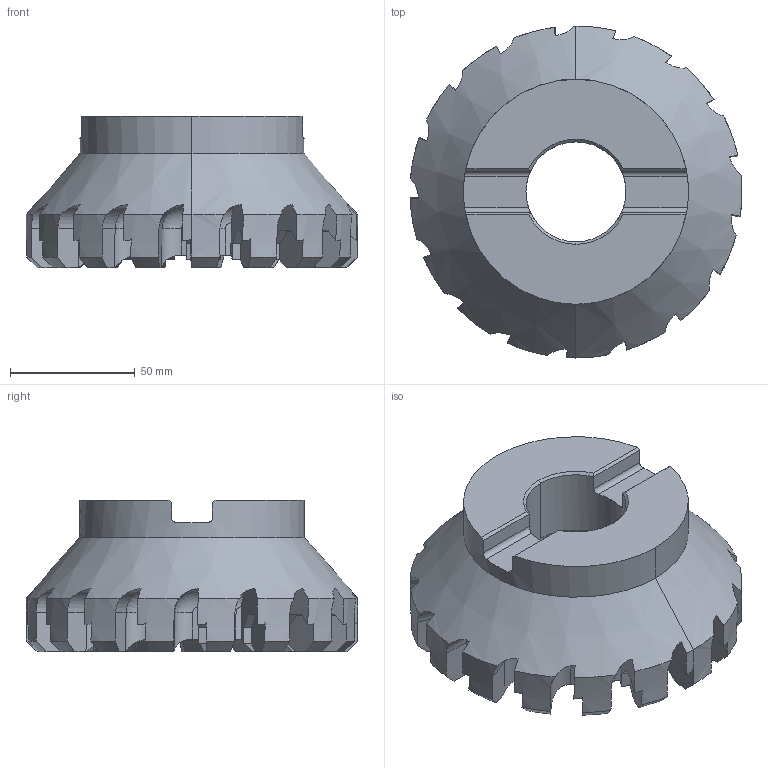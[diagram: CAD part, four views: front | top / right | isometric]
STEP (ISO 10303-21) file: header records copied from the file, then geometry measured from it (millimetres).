
FILE_DESCRIPTION(('no description'),'unknown implementation level');
FILE_NAME('solidRAZkdwBHxJ8Swp96J4wDm0ePljM_1.STP',' ',('CIM GmbH Aachen'),('CADClick - KiM GmbH - www.kimweb.de'),'unknown preprocess','ACIS','unknown authorization');
FILE_SCHEMA(('automotive_design'));
Length unit declared in the file: millimetre
Products named in the file (1): 1
Bounding box: 132.75 x 132.79 x 60.78 mm (x, y, z)
Volume: 375316.5 mm3; surface area: 59701 mm2
Topology: 1 solids, 1 shells, 288 faces, 832 edges, 545 vertices
Faces by surface type: plane 173, cylinder 72, cone 26, torus 17
Entity records: 19957 total; most frequent: CARTESIAN_POINT 3411, STYLED_ITEM 1666, PRESENTATION_STYLE_ASSIGNMENT 1666, COLOUR_RGB 1666, ORIENTED_EDGE 1664, DIRECTION 1507, EDGE_CURVE 832, CURVE_STYLE 832
